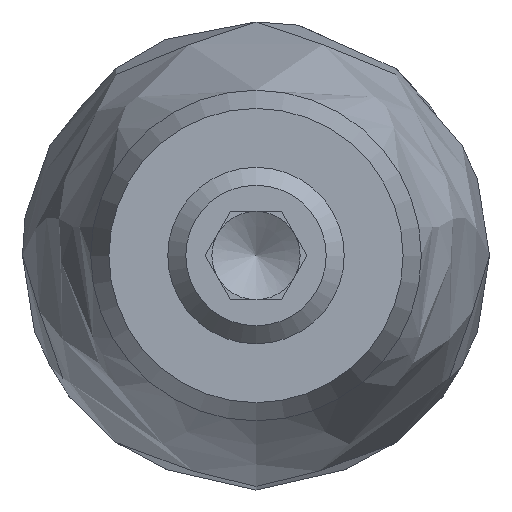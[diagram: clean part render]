
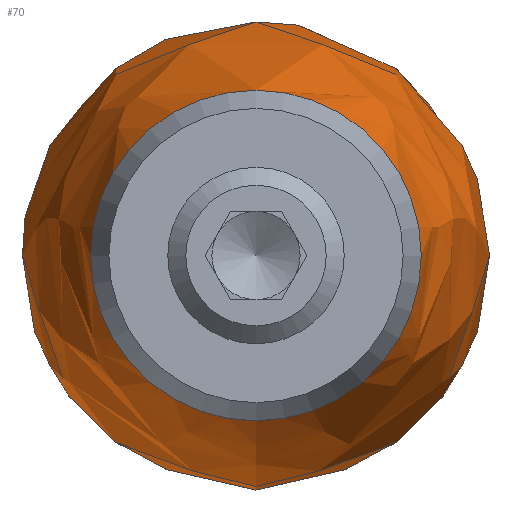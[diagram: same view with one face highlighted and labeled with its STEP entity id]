
A CAD part, left-side view. The second image highlights one B-rep face of the part: STEP entity #70.
In plain terms, the highlighted free-form (B-spline) face has degree [3, 3] with [4, 7] control points.
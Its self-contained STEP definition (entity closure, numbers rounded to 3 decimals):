
#70 = ADVANCED_FACE( '', ( #149, #150 ), #151, .T. );
#149 = FACE_OUTER_BOUND( '', #232, .T. );
#150 = FACE_OUTER_BOUND( '', #233, .T. );
#151 = ( BOUNDED_SURFACE(  )B_SPLINE_SURFACE( 3, 3, ( ( #236, #237, #238, #239, #240, #241, #242 ), ( #243, #244, #245, #246, #247, #248, #249 ), ( #250, #251, #252, #253, #254, #255, #256 ), ( #257, #258, #259, #260, #261, #262, #263 ) ), .UNSPECIFIED., .F., .T., .F. )B_SPLINE_SURFACE_WITH_KNOTS( ( 4, 4 ), ( 4, 3, 4 ), ( 0., 6.283 ), ( -0.415, 0.114, 0.644 ), .UNSPECIFIED. )GEOMETRIC_REPRESENTATION_ITEM(  )RATIONAL_B_SPLINE_SURFACE( ( ( 1., 0.333, 0.333, 1., 0.333, 0.333, 1. ), ( 0.909, 0.303, 0.303, 0.909, 0.303, 0.303, 0.909 ), ( 0.909, 0.303, 0.303, 0.909, 0.303, 0.303, 0.909 ), ( 1., 0.333, 0.333, 1., 0.333, 0.333, 1. ) ) )REPRESENTATION_ITEM( '' )SURFACE(  ) );
#232 = EDGE_LOOP( '', ( #395 ) );
#233 = EDGE_LOOP( '', ( #396 ) );
#236 = CARTESIAN_POINT( '', ( 48.8, 0., -2.4 ) );
#237 = CARTESIAN_POINT( '', ( 48.8, 4.8, -2.4 ) );
#238 = CARTESIAN_POINT( '', ( 48.8, 4.8, 2.4 ) );
#239 = CARTESIAN_POINT( '', ( 48.8, 0., 2.4 ) );
#240 = CARTESIAN_POINT( '', ( 48.8, -4.8, 2.4 ) );
#241 = CARTESIAN_POINT( '', ( 48.8, -4.8, -2.4 ) );
#242 = CARTESIAN_POINT( '', ( 48.8, 0., -2.4 ) );
#243 = CARTESIAN_POINT( '', ( 40.5, 0., -8.625 ) );
#244 = CARTESIAN_POINT( '', ( 40.5, 17.25, -8.625 ) );
#245 = CARTESIAN_POINT( '', ( 40.5, 17.25, 8.625 ) );
#246 = CARTESIAN_POINT( '', ( 40.5, 0., 8.625 ) );
#247 = CARTESIAN_POINT( '', ( 40.5, -17.25, 8.625 ) );
#248 = CARTESIAN_POINT( '', ( 40.5, -17.25, -8.625 ) );
#249 = CARTESIAN_POINT( '', ( 40.5, 0., -8.625 ) );
#250 = CARTESIAN_POINT( '', ( 30.193, 0., -9.806 ) );
#251 = CARTESIAN_POINT( '', ( 30.193, 19.611, -9.806 ) );
#252 = CARTESIAN_POINT( '', ( 30.193, 19.611, 9.806 ) );
#253 = CARTESIAN_POINT( '', ( 30.193, 0., 9.806 ) );
#254 = CARTESIAN_POINT( '', ( 30.193, -19.611, 9.806 ) );
#255 = CARTESIAN_POINT( '', ( 30.193, -19.611, -9.806 ) );
#256 = CARTESIAN_POINT( '', ( 30.193, 0., -9.806 ) );
#257 = CARTESIAN_POINT( '', ( 20.7, 0., -5.619 ) );
#258 = CARTESIAN_POINT( '', ( 20.7, 11.237, -5.619 ) );
#259 = CARTESIAN_POINT( '', ( 20.7, 11.237, 5.619 ) );
#260 = CARTESIAN_POINT( '', ( 20.7, 0., 5.619 ) );
#261 = CARTESIAN_POINT( '', ( 20.7, -11.237, 5.619 ) );
#262 = CARTESIAN_POINT( '', ( 20.7, -11.237, -5.619 ) );
#263 = CARTESIAN_POINT( '', ( 20.7, 0., -5.619 ) );
#395 = ORIENTED_EDGE( '', *, *, #509, .T. );
#396 = ORIENTED_EDGE( '', *, *, #468, .F. );
#468 = EDGE_CURVE( '', #529, #529, #530, .T. );
#509 = EDGE_CURVE( '', #592, #592, #593, .T. );
#529 = VERTEX_POINT( '', #615 );
#530 = CIRCLE( '', #616, 2.4 );
#592 = VERTEX_POINT( '', #697 );
#593 = CIRCLE( '', #698, 5.619 );
#615 = CARTESIAN_POINT( '', ( 48.8, 0., -2.4 ) );
#616 = AXIS2_PLACEMENT_3D( '', #724, #725, #726 );
#697 = CARTESIAN_POINT( '', ( 20.7, 0., -5.619 ) );
#698 = AXIS2_PLACEMENT_3D( '', #776, #777, #778 );
#724 = CARTESIAN_POINT( '', ( 48.8, 0., 0. ) );
#725 = DIRECTION( '', ( 1., 0., 0. ) );
#726 = DIRECTION( '', ( 0., 0., -1. ) );
#776 = CARTESIAN_POINT( '', ( 20.7, 0., 0. ) );
#777 = DIRECTION( '', ( 1., 0., 0. ) );
#778 = DIRECTION( '', ( 0., 0., -1. ) );
